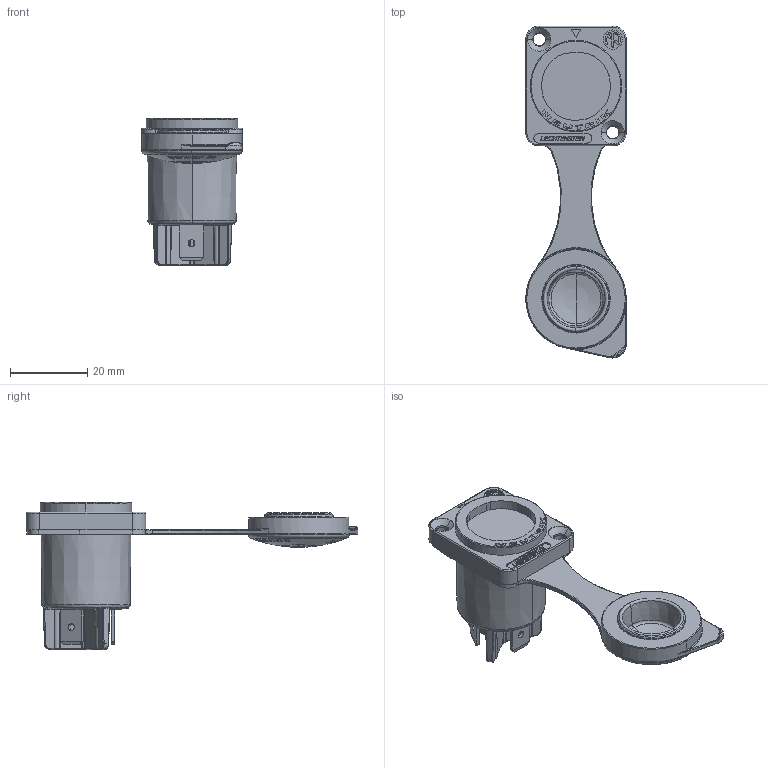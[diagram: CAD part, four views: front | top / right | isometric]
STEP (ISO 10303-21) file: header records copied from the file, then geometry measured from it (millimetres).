
FILE_DESCRIPTION((''),'2;1');
FILE_NAME('30011760','2024-09-17T08:13:14',('SYSTEM'),(''),'CREO PARAMETRIC BY PTC INC, 2023424','CREO PARAMETRIC BY PTC INC, 2023424','');
FILE_SCHEMA(('CONFIG_CONTROL_DESIGN'));
Length unit declared in the file: millimetre
Products named in the file (1): 30011760
Bounding box: 26 x 85.79 x 38 mm (x, y, z)
Volume: 16474.7 mm3; surface area: 7627 mm2
Topology: 1 solids, 1 shells, 1887 faces, 5098 edges, 3323 vertices
Faces by surface type: plane 820, bspline 637, extrusion 180, cylinder 86, cone 62, torus 57, sphere 45
Entity records: 77231 total; most frequent: CARTESIAN_POINT 35179, ORIENTED_EDGE 10188, DIRECTION 5981, EDGE_CURVE 5094, VERTEX_POINT 3323, VECTOR 2923, LINE 2743, B_SPLINE_CURVE_WITH_KNOTS 2072
